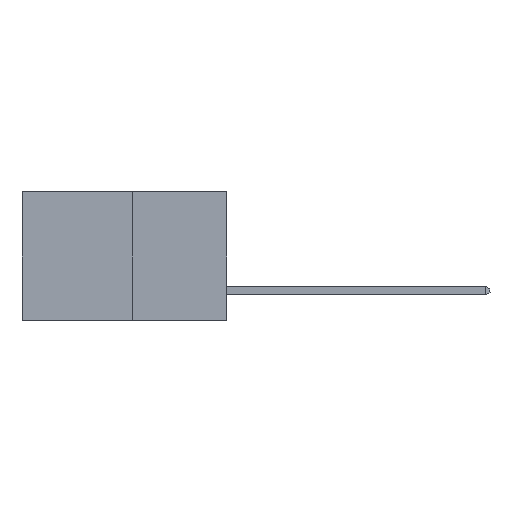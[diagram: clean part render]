
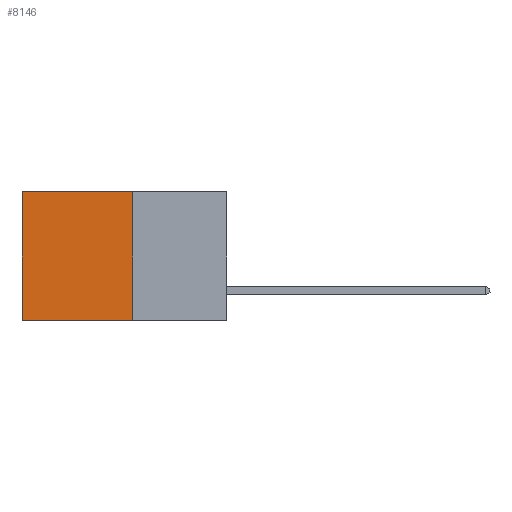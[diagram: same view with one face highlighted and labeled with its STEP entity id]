
A CAD part, left-side view. The second image highlights one B-rep face of the part: STEP entity #8146.
In plain terms, the highlighted planar face has unit normal (-1, 0, 0).
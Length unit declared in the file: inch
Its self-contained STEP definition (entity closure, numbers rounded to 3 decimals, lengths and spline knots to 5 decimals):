
#135 = DIRECTION ( 'NONE',  ( 0., 0., -1. ) ) ;
#901 = VECTOR ( 'NONE', #7324, 39.37008 ) ;
#1382 = LINE ( 'NONE', #2575, #901 ) ;
#1506 = ORIENTED_EDGE ( 'NONE', *, *, #8331, .F. ) ;
#1892 = EDGE_CURVE ( 'NONE', #3406, #9020, #2731, .T. ) ;
#2343 = CARTESIAN_POINT ( 'NONE',  ( 0.277, 0.59, -0.37 ) ) ;
#2575 = CARTESIAN_POINT ( 'NONE',  ( 0.277, 0.27, 0. ) ) ;
#2731 = LINE ( 'NONE', #7547, #6723 ) ;
#2853 = CARTESIAN_POINT ( 'NONE',  ( 0.277, 0.27, -0.37 ) ) ;
#2904 = EDGE_LOOP ( 'NONE', ( #3030, #1506, #9285, #7399 ) ) ;
#3030 = ORIENTED_EDGE ( 'NONE', *, *, #1892, .T. ) ;
#3406 = VERTEX_POINT ( 'NONE', #7644 ) ;
#3675 = DIRECTION ( 'NONE',  ( 0., 0., -1. ) ) ;
#3920 = AXIS2_PLACEMENT_3D ( 'NONE', #2853, #8367, #3675 ) ;
#4050 = CARTESIAN_POINT ( 'NONE',  ( 0.277, 0.27, 0. ) ) ;
#4106 = FACE_OUTER_BOUND ( 'NONE', #2904, .T. ) ;
#4217 = LINE ( 'NONE', #7826, #10185 ) ;
#4340 = EDGE_CURVE ( 'NONE', #5612, #8917, #5172, .T. ) ;
#4672 = CARTESIAN_POINT ( 'NONE',  ( 0.277, 0.27, -0.37 ) ) ;
#5172 = LINE ( 'NONE', #9550, #6772 ) ;
#5450 = DIRECTION ( 'NONE',  ( 0., 1., 0. ) ) ;
#5612 = VERTEX_POINT ( 'NONE', #4050 ) ;
#5902 = DIRECTION ( 'NONE',  ( 0., 0., -1. ) ) ;
#6723 = VECTOR ( 'NONE', #5902, 39.37008 ) ;
#6772 = VECTOR ( 'NONE', #135, 39.37008 ) ;
#6773 = EDGE_CURVE ( 'NONE', #5612, #3406, #1382, .T. ) ;
#6821 = PLANE ( 'NONE',  #3920 ) ;
#7324 = DIRECTION ( 'NONE',  ( 0., 1., 0. ) ) ;
#7399 = ORIENTED_EDGE ( 'NONE', *, *, #6773, .T. ) ;
#7547 = CARTESIAN_POINT ( 'NONE',  ( 0.277, 0.59, -0.37 ) ) ;
#7644 = CARTESIAN_POINT ( 'NONE',  ( 0.277, 0.59, 0. ) ) ;
#7826 = CARTESIAN_POINT ( 'NONE',  ( 0.277, 0.27, -0.37 ) ) ;
#8146 = ADVANCED_FACE ( 'NONE', ( #4106 ), #6821, .F. ) ;
#8331 = EDGE_CURVE ( 'NONE', #8917, #9020, #4217, .T. ) ;
#8367 = DIRECTION ( 'NONE',  ( 1., 0., 0. ) ) ;
#8917 = VERTEX_POINT ( 'NONE', #4672 ) ;
#9020 = VERTEX_POINT ( 'NONE', #2343 ) ;
#9285 = ORIENTED_EDGE ( 'NONE', *, *, #4340, .F. ) ;
#9550 = CARTESIAN_POINT ( 'NONE',  ( 0.277, 0.27, -0.37 ) ) ;
#10185 = VECTOR ( 'NONE', #5450, 39.37008 ) ;
